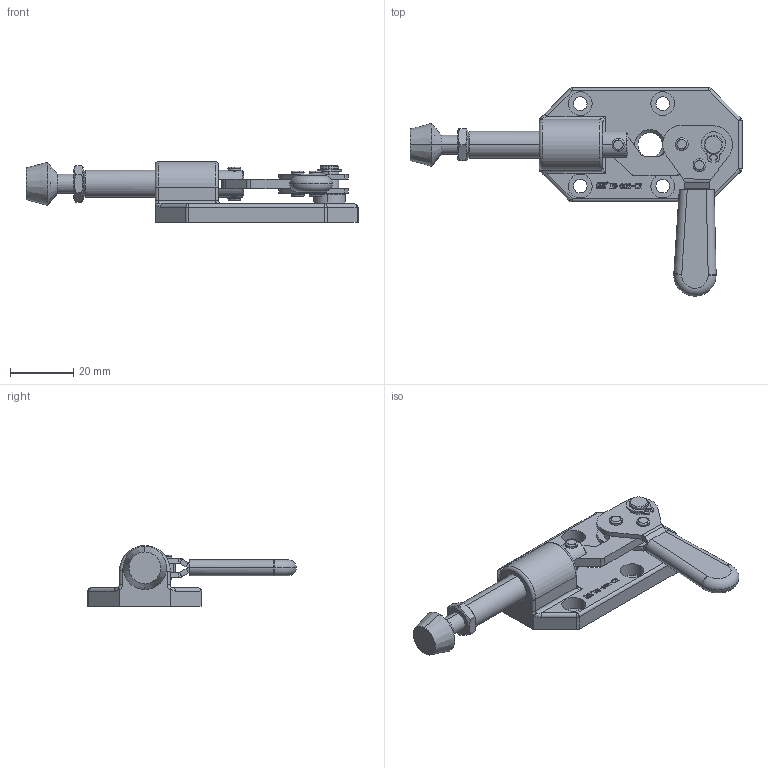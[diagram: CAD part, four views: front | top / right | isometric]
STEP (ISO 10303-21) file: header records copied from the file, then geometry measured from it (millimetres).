
FILE_DESCRIPTION (( 'STEP AP203' ), '1' );
FILE_NAME ('HS-302-CR .STEP', '2021-06-29T03:57:31', ( '微软用户' ), ( '微软中国' ), 'SwSTEP 2.0', 'SolidWorks 2012', '' );
FILE_SCHEMA (( 'CONFIG_CONTROL_DESIGN' ));
Length unit declared in the file: millimetre
Products named in the file (16): 忒參; 种1; 种2; 种4; 种3; 挴裝; 揤輸; HS-302-CR ; hexagon head bolts-full thread gb_GB_FASTENER_BOLT_STBAB A M6X25-N; hex thin nuts-grades ab-chamfered gb_GB_FASTENER_NUT_STNAB M6-N; circlips for shaft--type a small gb_GB_CONNECTING_PIECE_RING_RRA 6; 忒梟; 忒梟1; 菜; 蟀裝; 菁釱
Assembly tree (15 placements, depth 2):
  HS-302-CR 
    菁釱
    菜
    蟀裝
    忒參
    种1
    种2
    种3
    种4
    揤輸
    挴裝
    hexagon head bolts-full thread gb_GB_FASTENER_BOLT_STBAB A M6X25-N
    hex thin nuts-grades ab-chamfered gb_GB_FASTENER_NUT_STNAB M6-N
    忒梟1
    忒梟
    circlips for shaft--type a small gb_GB_CONNECTING_PIECE_RING_RRA 6
Bounding box: 104.7 x 65.73 x 19.15 mm (x, y, z)
Volume: 22007.9 mm3; surface area: 15997 mm2
Topology: 15 solids, 15 shells, 718 faces, 1817 edges, 1164 vertices
Faces by surface type: plane 310, cylinder 178, bspline 155, cone 47, torus 22, sphere 6
Entity records: 29723 total; most frequent: CARTESIAN_POINT 11528, ORIENTED_EDGE 3618, DIRECTION 3041, EDGE_CURVE 1809, VERTEX_POINT 1164, AXIS2_PLACEMENT_3D 1019, LINE 1003, VECTOR 1003
